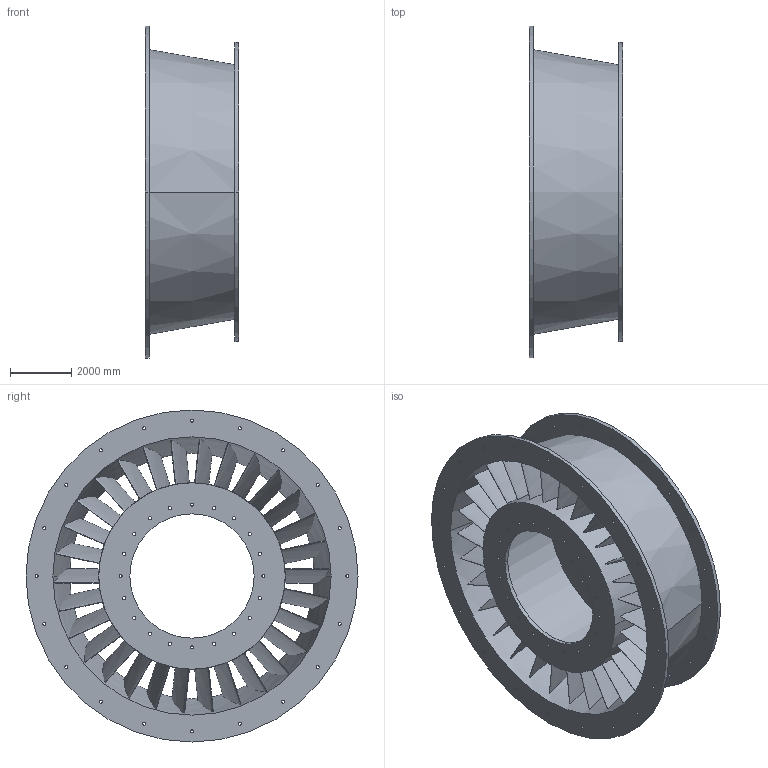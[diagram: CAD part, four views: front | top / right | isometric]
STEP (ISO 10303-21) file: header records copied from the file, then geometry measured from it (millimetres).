
FILE_DESCRIPTION((''),'2;1');
FILE_NAME('REAR_CASE','2023-11-27T12:27:19',('Pebblin'),(''),'CREO PARAMETRIC BY PTC INC, 2023073','CREO PARAMETRIC BY PTC INC, 2023073','');
FILE_SCHEMA(('CONFIG_CONTROL_DESIGN'));
Length unit declared in the file: inch
Products named in the file (1): REAR_CASE
Bounding box: 3048 x 10859.52 x 10859.52 mm (x, y, z)
Volume: 40001548298.2 mm3; surface area: 612066385.4 mm2
Topology: 1 solids, 1 shells, 244 faces, 720 edges, 480 vertices
Faces by surface type: cylinder 172, extrusion 60, plane 8, cone 4
Entity records: 29340 total; most frequent: CARTESIAN_POINT 22060, DIRECTION 1492, ORIENTED_EDGE 1440, EDGE_CURVE 720, AXIS2_PLACEMENT_3D 596, VERTEX_POINT 480, EDGE_LOOP 468, CIRCLE 352
